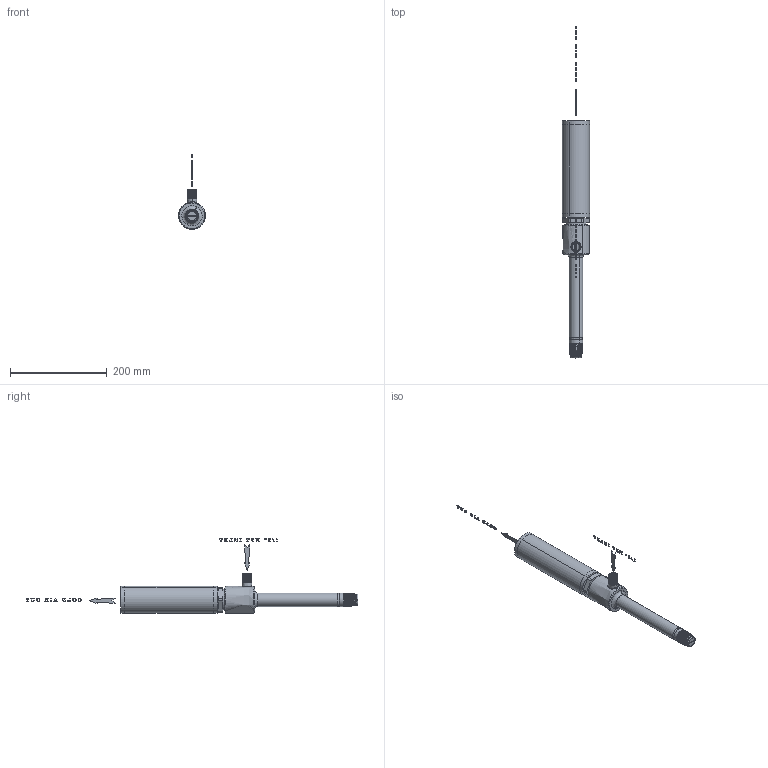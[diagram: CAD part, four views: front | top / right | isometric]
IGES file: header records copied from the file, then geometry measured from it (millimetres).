
Start section: START RECORD GO HERE.
Global section: file name: Large VT + CEM_OL.igs; native system: DASSAULT SYSTEMES CATIA V5 R20 - www.3ds.com; preprocessor: CATIA Version 5 Release 20 ; author: DESIGNENG; organization: DESIGNENG; date: 20150428.125618; units: millimetre
Bounding box: 56.14 x 686.8 x 154.57 mm (x, y, z)
Volume: 728492.7 mm3; surface area: 103204.9 mm2
Topology: 26 solids, 26 shells, 972 faces, 2594 edges, 1695 vertices
Faces by surface type: plane 345, extrusion 294, bspline 177, revolution 156
